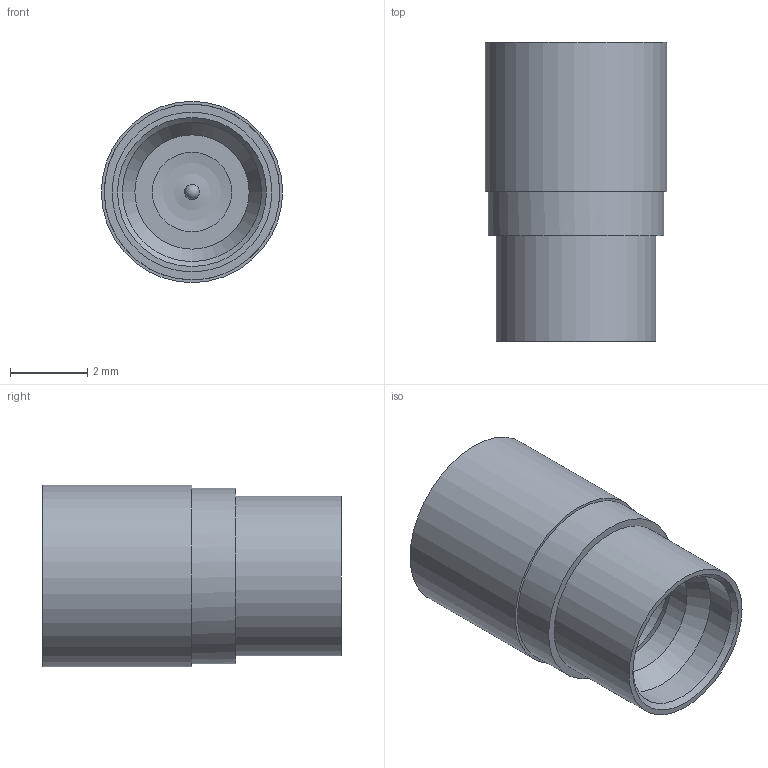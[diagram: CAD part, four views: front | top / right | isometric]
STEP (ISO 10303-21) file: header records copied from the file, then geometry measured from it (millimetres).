
FILE_DESCRIPTION (( 'STEP AP214' ), '1' );
FILE_NAME ('921-00003-X_defeature.STEP', '2024-01-08T19:46:35', ( '' ), ( '' ), 'SwSTEP 2.0', 'SolidWorks 2020', '' );
FILE_SCHEMA (( 'AUTOMOTIVE_DESIGN' ));
Length unit declared in the file: inch
Products named in the file (1): 921-00003-X_defeature
Bounding box: 4.7 x 7.75 x 4.7 mm (x, y, z)
Volume: 71.8 mm3; surface area: 286.9 mm2
Topology: 1 solids, 1 shells, 37 faces, 74 edges, 46 vertices
Faces by surface type: cylinder 16, plane 11, cone 6, sphere 2, torus 2
Full cylindrical faces by diameter (mm): 0.381 x2, 2.057 x1, 2.959 x2, 3.189 x2, 3.607 x2, 3.708 x1, 3.772 x1, 3.962 x1, 4.039 x1, 4.14 x1, 4.547 x1, 4.699 x1
Entity records: 1255 total; most frequent: DIRECTION 148, CARTESIAN_POINT 110, AXIS2_PLACEMENT_3D 74, ORIENTED_EDGE 72, EDGE_LOOP 72, FACE_OUTER_BOUND 55, UNCERTAINTY_MEASURE_WITH_UNIT 40, LENGTH_MEASURE_WITH_UNIT 40
